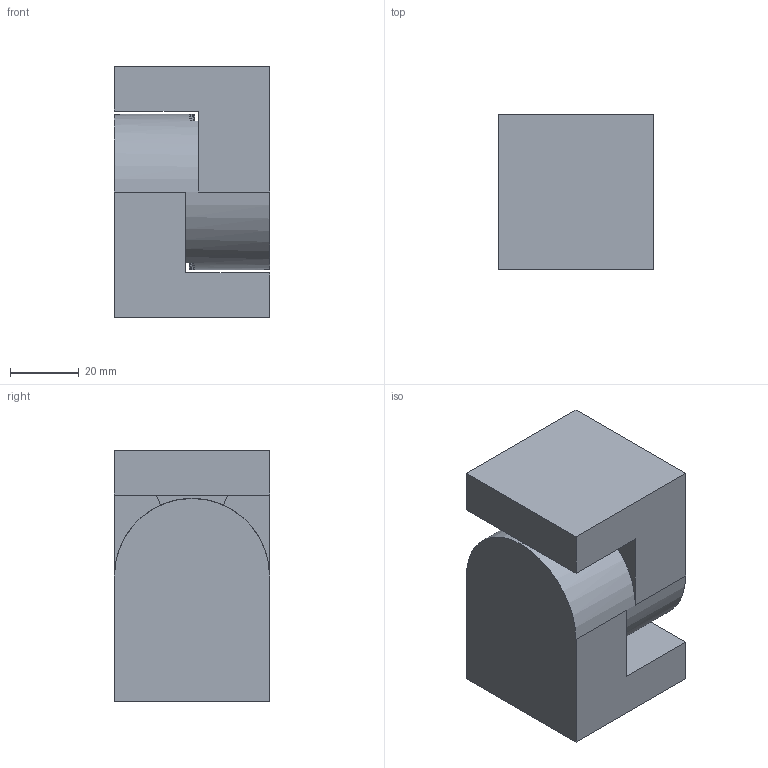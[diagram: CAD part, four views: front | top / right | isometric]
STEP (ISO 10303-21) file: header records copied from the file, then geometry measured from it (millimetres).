
FILE_DESCRIPTION(('STEP AP214'),'1');
FILE_NAME('cctmp_55BDD1AE-6581-4241-B76C-07675900828F_2020_1_17_6_45_37_45..stp','2020-01-17T05:45:37',('Bosch Rexroth AG'),('CADClick - www.CADClick.com'),'Spatial InterOp 3D',' ','unknown authorization - (Healing Option Enabled)');
FILE_SCHEMA(('AUTOMOTIVE_DESIGN'));
Length unit declared in the file: millimetre
Products named in the file (1): 2020_01_17__06-45-37-045
Bounding box: 45 x 45 x 73 mm (x, y, z)
Volume: 97438.7 mm3; surface area: 27424.4 mm2
Topology: 1 solids, 1 shells, 64 faces, 192 edges, 128 vertices
Faces by surface type: plane 60, cylinder 4
Entity records: 2740 total; most frequent: DIRECTION 414, CARTESIAN_POINT 385, ORIENTED_EDGE 384, EDGE_CURVE 192, AXIS2_PLACEMENT_3D 157, VERTEX_POINT 128, LINE 100, VECTOR 100
